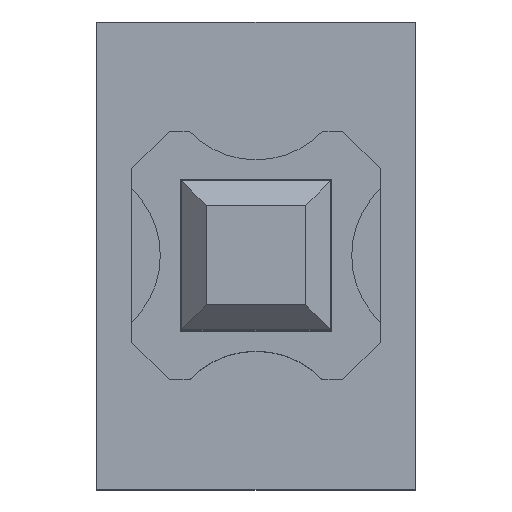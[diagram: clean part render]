
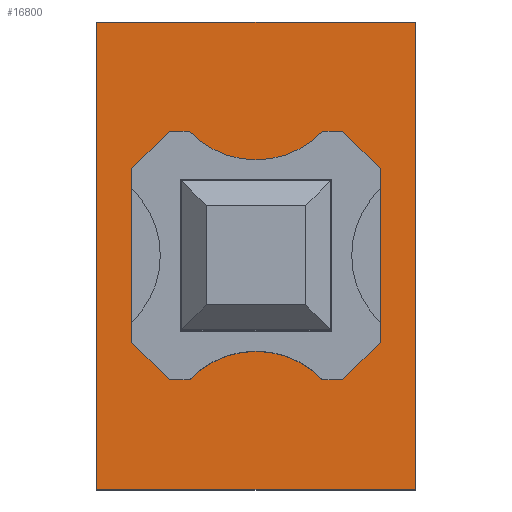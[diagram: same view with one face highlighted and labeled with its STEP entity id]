
A CAD part, top view. The second image highlights one B-rep face of the part: STEP entity #16800.
In plain terms, the highlighted planar face has unit normal (0, 0, 1).
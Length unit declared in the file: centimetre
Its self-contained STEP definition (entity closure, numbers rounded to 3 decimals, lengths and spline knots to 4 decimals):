
#185=FACE_BOUND('',#2184,.T.);
#509=CIRCLE('',#17623,0.371);
#510=CIRCLE('',#17625,0.371);
#1261=FACE_OUTER_BOUND('',#2183,.T.);
#2183=EDGE_LOOP('',(#13128,#13129,#13130,#13131));
#2184=EDGE_LOOP('',(#13132,#13133,#13134,#13135,#13136,#13137,#13138,#13139,
#13140,#13141,#13142,#13143));
#3556=LINE('',#27047,#5544);
#3606=LINE('',#27165,#5594);
#3608=LINE('',#27169,#5596);
#3611=LINE('',#27174,#5599);
#3615=LINE('',#27183,#5603);
#3617=LINE('',#27186,#5605);
#3619=LINE('',#27190,#5607);
#3621=LINE('',#27194,#5609);
#3622=LINE('',#27196,#5610);
#3624=LINE('',#27200,#5612);
#3625=LINE('',#27202,#5613);
#3626=LINE('',#27205,#5614);
#3627=LINE('',#27207,#5615);
#3628=LINE('',#27208,#5616);
#5544=VECTOR('',#19864,1.);
#5594=VECTOR('',#19968,1.);
#5596=VECTOR('',#19972,1.);
#5599=VECTOR('',#19977,1.);
#5603=VECTOR('',#19987,1.);
#5605=VECTOR('',#19991,1.);
#5607=VECTOR('',#19995,1.);
#5609=VECTOR('',#19999,1.);
#5610=VECTOR('',#20002,1.);
#5612=VECTOR('',#20006,1.);
#5613=VECTOR('',#20009,1.);
#5614=VECTOR('',#20012,1.);
#5615=VECTOR('',#20013,1.);
#5616=VECTOR('',#20014,1.);
#7443=VERTEX_POINT('',#27044);
#7444=VERTEX_POINT('',#27046);
#7481=VERTEX_POINT('',#27152);
#7482=VERTEX_POINT('',#27153);
#7483=VERTEX_POINT('',#27158);
#7484=VERTEX_POINT('',#27159);
#7485=VERTEX_POINT('',#27164);
#7486=VERTEX_POINT('',#27168);
#7487=VERTEX_POINT('',#27172);
#7488=VERTEX_POINT('',#27180);
#7489=VERTEX_POINT('',#27182);
#7490=VERTEX_POINT('',#27188);
#7491=VERTEX_POINT('',#27192);
#7492=VERTEX_POINT('',#27198);
#7493=VERTEX_POINT('',#27204);
#7494=VERTEX_POINT('',#27206);
#9435=EDGE_CURVE('',#7443,#7444,#3556,.T.);
#9487=EDGE_CURVE('',#7481,#7482,#509,.T.);
#9490=EDGE_CURVE('',#7483,#7484,#510,.T.);
#9493=EDGE_CURVE('',#7485,#7482,#3606,.T.);
#9495=EDGE_CURVE('',#7486,#7484,#3608,.T.);
#9498=EDGE_CURVE('',#7483,#7487,#3611,.T.);
#9502=EDGE_CURVE('',#7489,#7488,#3615,.T.);
#9504=EDGE_CURVE('',#7488,#7486,#3617,.T.);
#9506=EDGE_CURVE('',#7487,#7490,#3619,.T.);
#9508=EDGE_CURVE('',#7490,#7491,#3621,.T.);
#9509=EDGE_CURVE('',#7491,#7485,#3622,.T.);
#9511=EDGE_CURVE('',#7481,#7492,#3624,.T.);
#9512=EDGE_CURVE('',#7492,#7489,#3625,.T.);
#9513=EDGE_CURVE('',#7444,#7493,#3626,.T.);
#9514=EDGE_CURVE('',#7494,#7443,#3627,.T.);
#9515=EDGE_CURVE('',#7493,#7494,#3628,.T.);
#13128=ORIENTED_EDGE('',*,*,#9513,.F.);
#13129=ORIENTED_EDGE('',*,*,#9435,.F.);
#13130=ORIENTED_EDGE('',*,*,#9514,.F.);
#13131=ORIENTED_EDGE('',*,*,#9515,.F.);
#13132=ORIENTED_EDGE('',*,*,#9502,.T.);
#13133=ORIENTED_EDGE('',*,*,#9504,.T.);
#13134=ORIENTED_EDGE('',*,*,#9495,.T.);
#13135=ORIENTED_EDGE('',*,*,#9490,.F.);
#13136=ORIENTED_EDGE('',*,*,#9498,.T.);
#13137=ORIENTED_EDGE('',*,*,#9506,.T.);
#13138=ORIENTED_EDGE('',*,*,#9508,.T.);
#13139=ORIENTED_EDGE('',*,*,#9509,.T.);
#13140=ORIENTED_EDGE('',*,*,#9493,.T.);
#13141=ORIENTED_EDGE('',*,*,#9487,.F.);
#13142=ORIENTED_EDGE('',*,*,#9511,.T.);
#13143=ORIENTED_EDGE('',*,*,#9512,.T.);
#16025=PLANE('',#17638);
#16800=ADVANCED_FACE('',(#1261,#185),#16025,.T.);
#17623=AXIS2_PLACEMENT_3D('',#27154,#19956,#19957);
#17625=AXIS2_PLACEMENT_3D('',#27160,#19962,#19963);
#17638=AXIS2_PLACEMENT_3D('',#27203,#20010,#20011);
#19864=DIRECTION('',(0.,-1.,0.));
#19956=DIRECTION('center_axis',(0.,0.,-1.));
#19957=DIRECTION('ref_axis',(-0.724,-0.69,0.));
#19962=DIRECTION('center_axis',(0.,0.,-1.));
#19963=DIRECTION('ref_axis',(-0.724,-0.69,0.));
#19968=DIRECTION('',(1.,0.,0.));
#19972=DIRECTION('',(-1.,0.,0.));
#19977=DIRECTION('',(-1.,0.,0.));
#19987=DIRECTION('',(0.,-1.,0.));
#19991=DIRECTION('',(-0.707,-0.707,0.));
#19995=DIRECTION('',(-0.707,0.707,0.));
#19999=DIRECTION('',(0.,1.,0.));
#20002=DIRECTION('',(0.707,0.707,0.));
#20006=DIRECTION('',(1.,0.,0.));
#20009=DIRECTION('',(0.707,-0.707,0.));
#20010=DIRECTION('center_axis',(0.,0.,1.));
#20011=DIRECTION('ref_axis',(0.,-1.,0.));
#20012=DIRECTION('',(-1.,0.,0.));
#20013=DIRECTION('',(1.,0.,0.));
#20014=DIRECTION('',(0.,1.,0.));
#27044=CARTESIAN_POINT('',(0.64,0.94,1.45));
#27046=CARTESIAN_POINT('',(0.64,-0.94,1.45));
#27047=CARTESIAN_POINT('',(0.64,-0.94,1.45));
#27152=CARTESIAN_POINT('',(0.2685,0.5,1.45));
#27153=CARTESIAN_POINT('',(-0.2685,0.5,1.45));
#27154=CARTESIAN_POINT('Origin',(0.,0.756,1.45));
#27158=CARTESIAN_POINT('',(-0.2685,-0.5,1.45));
#27159=CARTESIAN_POINT('',(0.2685,-0.5,1.45));
#27160=CARTESIAN_POINT('Origin',(0.,-0.756,1.45));
#27164=CARTESIAN_POINT('',(-0.3485,0.5,1.45));
#27165=CARTESIAN_POINT('',(-0.1743,0.5,1.45));
#27168=CARTESIAN_POINT('',(0.3485,-0.5,1.45));
#27169=CARTESIAN_POINT('',(0.1743,-0.5,1.45));
#27172=CARTESIAN_POINT('',(-0.3485,-0.5,1.45));
#27174=CARTESIAN_POINT('',(0.1743,-0.5,1.45));
#27180=CARTESIAN_POINT('',(0.5,-0.3485,1.45));
#27182=CARTESIAN_POINT('',(0.5,0.3485,1.45));
#27183=CARTESIAN_POINT('',(0.5,0.1743,1.45));
#27186=CARTESIAN_POINT('',(0.4621,-0.3864,1.45));
#27188=CARTESIAN_POINT('',(-0.5,-0.3485,1.45));
#27190=CARTESIAN_POINT('',(-0.3864,-0.4621,1.45));
#27192=CARTESIAN_POINT('',(-0.5,0.3485,1.45));
#27194=CARTESIAN_POINT('',(-0.5,-0.1743,1.45));
#27196=CARTESIAN_POINT('',(-0.4621,0.3864,1.45));
#27198=CARTESIAN_POINT('',(0.3485,0.5,1.45));
#27200=CARTESIAN_POINT('',(-0.1743,0.5,1.45));
#27202=CARTESIAN_POINT('',(0.3864,0.4621,1.45));
#27203=CARTESIAN_POINT('Origin',(0.,0.,1.45));
#27204=CARTESIAN_POINT('',(-0.64,-0.94,1.45));
#27205=CARTESIAN_POINT('',(-0.64,-0.94,1.45));
#27206=CARTESIAN_POINT('',(-0.64,0.94,1.45));
#27207=CARTESIAN_POINT('',(0.64,0.94,1.45));
#27208=CARTESIAN_POINT('',(-0.64,0.94,1.45));
